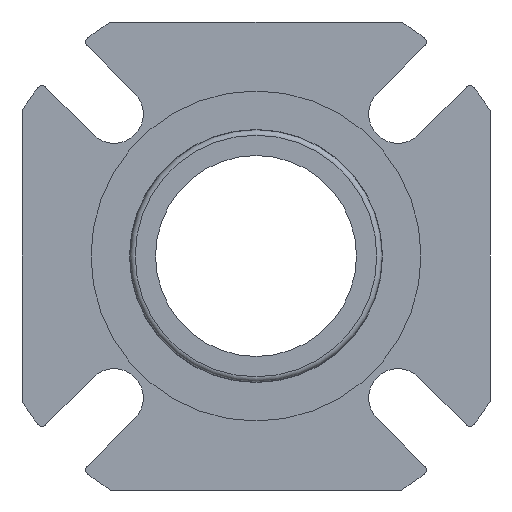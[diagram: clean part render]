
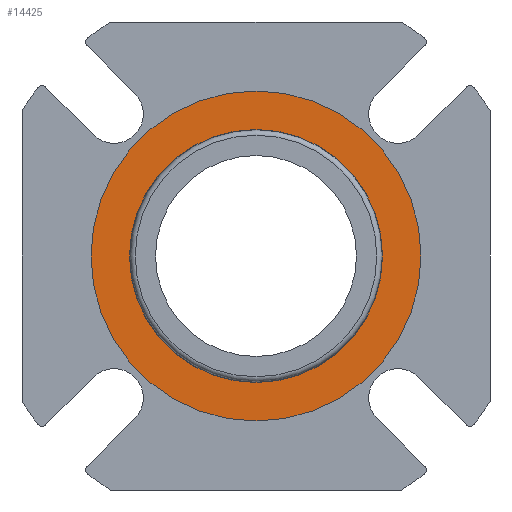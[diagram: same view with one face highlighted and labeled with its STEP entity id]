
A CAD part, left-side view. The second image highlights one B-rep face of the part: STEP entity #14425.
In plain terms, the highlighted planar face has unit normal (-1, 0, 0).
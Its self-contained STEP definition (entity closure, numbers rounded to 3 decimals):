
#2993=PLANE('',#15874);
#7279=ORIENTED_EDGE('',*,*,#9410,.F.);
#7280=ORIENTED_EDGE('',*,*,#9412,.T.);
#9410=EDGE_CURVE('',#10754,#10754,#11429,.F.);
#9412=EDGE_CURVE('',#10756,#10756,#11431,.T.);
#10754=VERTEX_POINT('',#28821);
#10756=VERTEX_POINT('',#28828);
#11429=CIRCLE('',#15868,37.77);
#11431=CIRCLE('',#15873,49.25);
#12350=EDGE_LOOP('',(#7279));
#12351=EDGE_LOOP('',(#7280));
#13274=FACE_BOUND('',#12350,.T.);
#13275=FACE_BOUND('',#12351,.T.);
#14425=ADVANCED_FACE('',(#13274,#13275),#2993,.F.);
#15868=AXIS2_PLACEMENT_3D('',#28820,#19743,#19744);
#15873=AXIS2_PLACEMENT_3D('',#28827,#19753,#19754);
#15874=AXIS2_PLACEMENT_3D('',#28829,#19755,#19756);
#19743=DIRECTION('',(1.,0.,0.));
#19744=DIRECTION('',(0.,0.,-1.));
#19753=DIRECTION('',(-1.,0.,0.));
#19754=DIRECTION('',(0.,0.,1.));
#19755=DIRECTION('',(1.,0.,0.));
#19756=DIRECTION('',(0.,0.,-1.));
#28820=CARTESIAN_POINT('',(-13.97,0.,0.));
#28821=CARTESIAN_POINT('',(-13.97,0.,-37.77));
#28827=CARTESIAN_POINT('',(-13.97,0.,0.));
#28828=CARTESIAN_POINT('',(-13.97,0.,49.25));
#28829=CARTESIAN_POINT('',(-13.97,0.,49.25));
